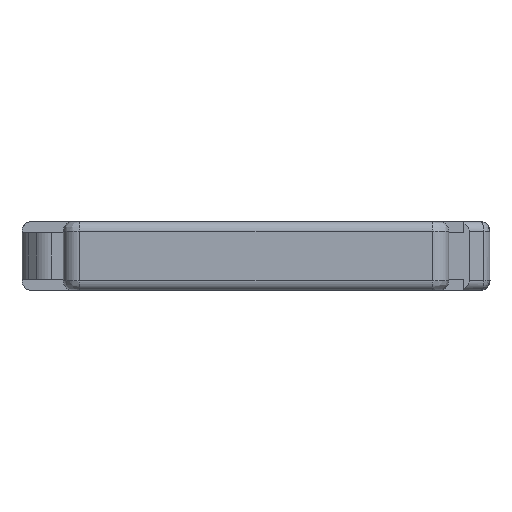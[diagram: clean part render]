
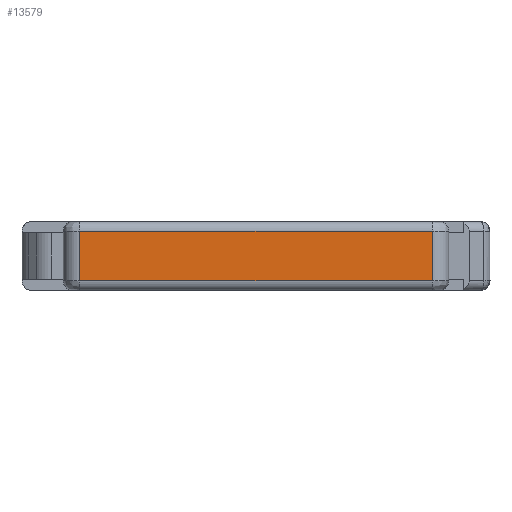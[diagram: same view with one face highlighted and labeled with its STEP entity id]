
A CAD part, front view. The second image highlights one B-rep face of the part: STEP entity #13579.
In plain terms, the highlighted planar face has unit normal (0, -1, 0).
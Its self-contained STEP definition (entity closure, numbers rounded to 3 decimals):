
#1969 = DIRECTION ( 'NONE',  ( 1., 0., 0. ) ) ;
#2174 = VERTEX_POINT ( 'NONE', #5825 ) ;
#2315 = LINE ( 'NONE', #16061, #6110 ) ;
#2327 = ORIENTED_EDGE ( 'NONE', *, *, #4916, .F. ) ;
#2632 = EDGE_CURVE ( 'NONE', #9282, #16474, #2315, .T. ) ;
#2636 = EDGE_LOOP ( 'NONE', ( #10045, #2327, #14865, #10989 ) ) ;
#2799 = CARTESIAN_POINT ( 'NONE',  ( -12.8, -24.5, -1.8 ) ) ;
#3439 = LINE ( 'NONE', #8651, #10561 ) ;
#3517 = VECTOR ( 'NONE', #1969, 1000. ) ;
#4170 = PLANE ( 'NONE',  #17687 ) ;
#4231 = DIRECTION ( 'NONE',  ( 0., 0., -1. ) ) ;
#4916 = EDGE_CURVE ( 'NONE', #2174, #16474, #3439, .T. ) ;
#5166 = CARTESIAN_POINT ( 'NONE',  ( -12.8, -24.5, 1.8 ) ) ;
#5360 = LINE ( 'NONE', #16821, #12937 ) ;
#5825 = CARTESIAN_POINT ( 'NONE',  ( -12.8, -24.5, -1.8 ) ) ;
#6110 = VECTOR ( 'NONE', #7557, 1000. ) ;
#7557 = DIRECTION ( 'NONE',  ( -1., 0., 0. ) ) ;
#8320 = DIRECTION ( 'NONE',  ( 0., 0., -1. ) ) ;
#8651 = CARTESIAN_POINT ( 'NONE',  ( -12.8, -24.5, 0. ) ) ;
#8708 = DIRECTION ( 'NONE',  ( 0., 0., 1. ) ) ;
#9282 = VERTEX_POINT ( 'NONE', #9641 ) ;
#9641 = CARTESIAN_POINT ( 'NONE',  ( 12.8, -24.5, 1.8 ) ) ;
#10045 = ORIENTED_EDGE ( 'NONE', *, *, #2632, .T. ) ;
#10048 = VERTEX_POINT ( 'NONE', #11928 ) ;
#10561 = VECTOR ( 'NONE', #8708, 1000. ) ;
#10989 = ORIENTED_EDGE ( 'NONE', *, *, #16578, .F. ) ;
#11900 = CARTESIAN_POINT ( 'NONE',  ( -12.8, -24.5, -1.8 ) ) ;
#11928 = CARTESIAN_POINT ( 'NONE',  ( 12.8, -24.5, -1.8 ) ) ;
#12744 = DIRECTION ( 'NONE',  ( 0., -1., 0. ) ) ;
#12937 = VECTOR ( 'NONE', #8320, 1000. ) ;
#13060 = FACE_OUTER_BOUND ( 'NONE', #2636, .T. ) ;
#13579 = ADVANCED_FACE ( 'NONE', ( #13060 ), #4170, .T. ) ;
#14851 = LINE ( 'NONE', #11900, #3517 ) ;
#14865 = ORIENTED_EDGE ( 'NONE', *, *, #17373, .T. ) ;
#16061 = CARTESIAN_POINT ( 'NONE',  ( -12.8, -24.5, 1.8 ) ) ;
#16474 = VERTEX_POINT ( 'NONE', #5166 ) ;
#16578 = EDGE_CURVE ( 'NONE', #9282, #10048, #5360, .T. ) ;
#16821 = CARTESIAN_POINT ( 'NONE',  ( 12.8, -24.5, 0. ) ) ;
#17373 = EDGE_CURVE ( 'NONE', #2174, #10048, #14851, .T. ) ;
#17687 = AXIS2_PLACEMENT_3D ( 'NONE', #2799, #12744, #4231 ) ;
